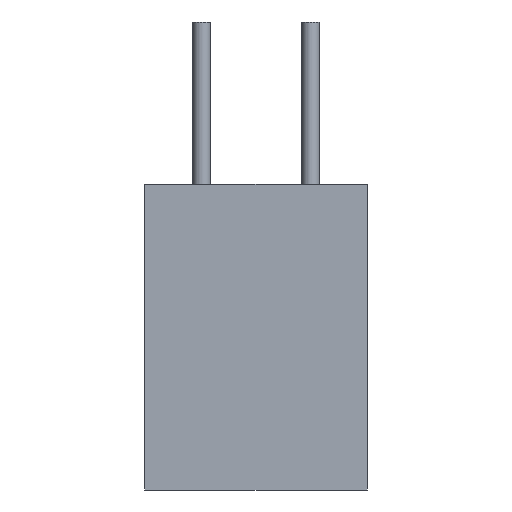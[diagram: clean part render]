
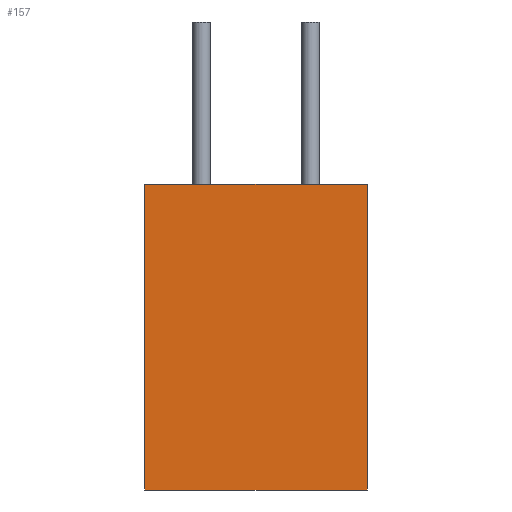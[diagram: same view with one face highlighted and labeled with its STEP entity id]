
A CAD part, front view. The second image highlights one B-rep face of the part: STEP entity #157.
In plain terms, the highlighted planar face has unit normal (0, -1, 0).
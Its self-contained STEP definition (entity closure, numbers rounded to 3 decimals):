
#25=PLANE('',#185);
#35=FACE_OUTER_BOUND('',#45,.T.);
#45=EDGE_LOOP('',(#125,#126,#127,#128));
#55=LINE('',#253,#69);
#56=LINE('',#255,#70);
#57=LINE('',#257,#71);
#58=LINE('',#258,#72);
#69=VECTOR('',#213,10.);
#70=VECTOR('',#214,10.);
#71=VECTOR('',#215,10.);
#72=VECTOR('',#216,10.);
#89=VERTEX_POINT('',#251);
#90=VERTEX_POINT('',#252);
#91=VERTEX_POINT('',#254);
#92=VERTEX_POINT('',#256);
#103=EDGE_CURVE('',#89,#90,#55,.T.);
#104=EDGE_CURVE('',#90,#91,#56,.T.);
#105=EDGE_CURVE('',#91,#92,#57,.T.);
#106=EDGE_CURVE('',#92,#89,#58,.T.);
#125=ORIENTED_EDGE('',*,*,#103,.T.);
#126=ORIENTED_EDGE('',*,*,#104,.T.);
#127=ORIENTED_EDGE('',*,*,#105,.T.);
#128=ORIENTED_EDGE('',*,*,#106,.T.);
#157=ADVANCED_FACE('',(#35),#25,.T.);
#185=AXIS2_PLACEMENT_3D('',#250,#211,#212);
#211=DIRECTION('center_axis',(0.,-1.,0.));
#212=DIRECTION('ref_axis',(0.,0.,-1.));
#213=DIRECTION('',(-1.,0.,0.));
#214=DIRECTION('',(0.,0.,-1.));
#215=DIRECTION('',(1.,0.,0.));
#216=DIRECTION('',(0.,0.,1.));
#250=CARTESIAN_POINT('Origin',(0.,-1.5,0.));
#251=CARTESIAN_POINT('',(5.2,-1.5,7.15));
#252=CARTESIAN_POINT('',(-5.2,-1.5,7.15));
#253=CARTESIAN_POINT('',(-5.2,-1.5,7.15));
#254=CARTESIAN_POINT('',(-5.2,-1.5,-7.15));
#255=CARTESIAN_POINT('',(-5.2,-1.5,-7.15));
#256=CARTESIAN_POINT('',(5.2,-1.5,-7.15));
#257=CARTESIAN_POINT('',(5.2,-1.5,-7.15));
#258=CARTESIAN_POINT('',(5.2,-1.5,7.15));
